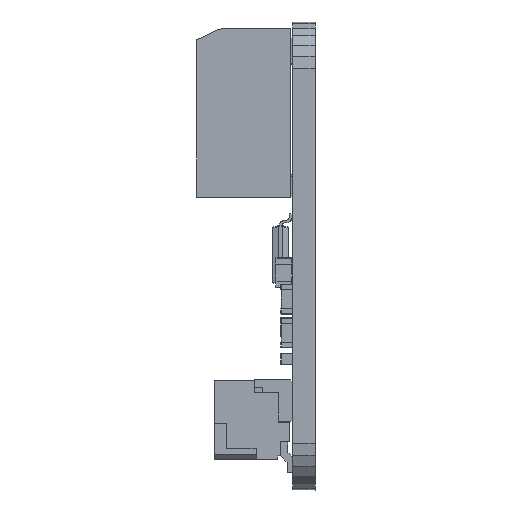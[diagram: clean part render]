
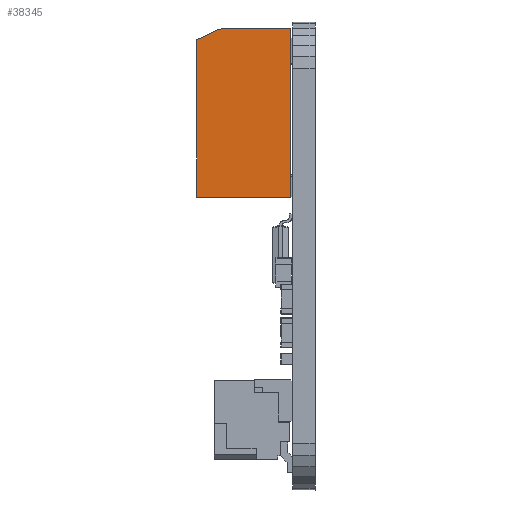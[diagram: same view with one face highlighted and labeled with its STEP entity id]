
A CAD part, left-side view. The second image highlights one B-rep face of the part: STEP entity #38345.
In plain terms, the highlighted planar face has unit normal (-1, 0, 0).
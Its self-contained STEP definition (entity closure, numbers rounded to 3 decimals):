
#218 = LINE ( 'NONE', #17134, #29433 ) ;
#1387 = VECTOR ( 'NONE', #48289, 1000. ) ;
#4401 = EDGE_LOOP ( 'NONE', ( #23818, #11387, #41750, #25722, #18086 ) ) ;
#4888 = EDGE_CURVE ( 'NONE', #24804, #47909, #7420, .T. ) ;
#5148 = LINE ( 'NONE', #11484, #5731 ) ;
#5731 = VECTOR ( 'NONE', #43945, 1000. ) ;
#5962 = DIRECTION ( 'NONE',  ( 0., 0., -1. ) ) ;
#6320 = AXIS2_PLACEMENT_3D ( 'NONE', #45569, #21754, #5962 ) ;
#7420 = LINE ( 'NONE', #33101, #13011 ) ;
#9950 = VERTEX_POINT ( 'NONE', #21113 ) ;
#11387 = ORIENTED_EDGE ( 'NONE', *, *, #40189, .F. ) ;
#11484 = CARTESIAN_POINT ( 'NONE',  ( 0., 5., -4.803 ) ) ;
#12066 = FACE_OUTER_BOUND ( 'NONE', #4401, .T. ) ;
#13011 = VECTOR ( 'NONE', #29430, 1000. ) ;
#15350 = DIRECTION ( 'NONE',  ( 0., -0.906, 0.423 ) ) ;
#15850 = CARTESIAN_POINT ( 'NONE',  ( 0., 4.35, -0.303 ) ) ;
#16471 = VERTEX_POINT ( 'NONE', #39897 ) ;
#17134 = CARTESIAN_POINT ( 'NONE',  ( 0., 0., -4.5 ) ) ;
#18086 = ORIENTED_EDGE ( 'NONE', *, *, #30974, .F. ) ;
#18730 = LINE ( 'NONE', #40008, #1387 ) ;
#21113 = CARTESIAN_POINT ( 'NONE',  ( 0., 0., -9. ) ) ;
#21754 = DIRECTION ( 'NONE',  ( 1., 0., 0. ) ) ;
#23818 = ORIENTED_EDGE ( 'NONE', *, *, #4888, .F. ) ;
#24804 = VERTEX_POINT ( 'NONE', #26655 ) ;
#25722 = ORIENTED_EDGE ( 'NONE', *, *, #43415, .F. ) ;
#26410 = CARTESIAN_POINT ( 'NONE',  ( 0., 5., -9. ) ) ;
#26655 = CARTESIAN_POINT ( 'NONE',  ( 0., 3.7, 0. ) ) ;
#29430 = DIRECTION ( 'NONE',  ( 0., -1., 0. ) ) ;
#29433 = VECTOR ( 'NONE', #37665, 1000. ) ;
#29820 = CARTESIAN_POINT ( 'NONE',  ( 0., 0., 0. ) ) ;
#30974 = EDGE_CURVE ( 'NONE', #47909, #9950, #218, .T. ) ;
#33101 = CARTESIAN_POINT ( 'NONE',  ( 0., 2.5, 0. ) ) ;
#34780 = VECTOR ( 'NONE', #15350, 1000. ) ;
#37606 = PLANE ( 'NONE',  #6320 ) ;
#37665 = DIRECTION ( 'NONE',  ( 0., 0., -1. ) ) ;
#38345 = ADVANCED_FACE ( 'NONE', ( #12066 ), #37606, .F. ) ;
#39127 = EDGE_CURVE ( 'NONE', #44911, #16471, #5148, .T. ) ;
#39897 = CARTESIAN_POINT ( 'NONE',  ( 0., 5., -0.606 ) ) ;
#40008 = CARTESIAN_POINT ( 'NONE',  ( 0., 2.5, -9. ) ) ;
#40189 = EDGE_CURVE ( 'NONE', #16471, #24804, #43470, .T. ) ;
#41750 = ORIENTED_EDGE ( 'NONE', *, *, #39127, .F. ) ;
#43415 = EDGE_CURVE ( 'NONE', #9950, #44911, #18730, .T. ) ;
#43470 = LINE ( 'NONE', #15850, #34780 ) ;
#43945 = DIRECTION ( 'NONE',  ( 0., 0., 1. ) ) ;
#44911 = VERTEX_POINT ( 'NONE', #26410 ) ;
#45569 = CARTESIAN_POINT ( 'NONE',  ( 0., 2.5, -4.5 ) ) ;
#47909 = VERTEX_POINT ( 'NONE', #29820 ) ;
#48289 = DIRECTION ( 'NONE',  ( 0., 1., 0. ) ) ;
